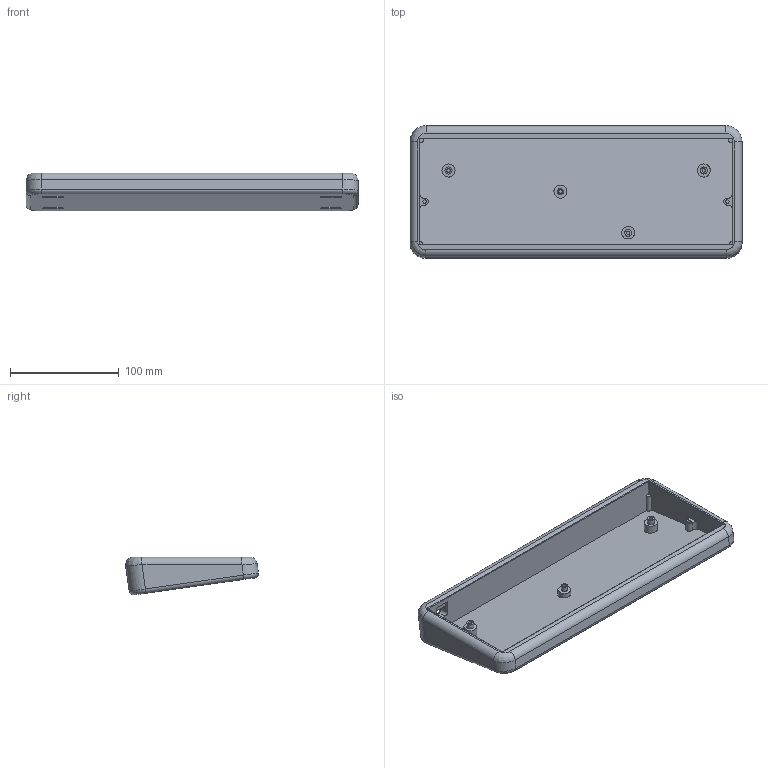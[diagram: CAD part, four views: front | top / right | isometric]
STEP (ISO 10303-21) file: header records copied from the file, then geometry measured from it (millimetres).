
FILE_DESCRIPTION(('HOOPS Exchange Step'),'2;1');
FILE_NAME('temp_export.step','2020-08-01T15:45:37+08:00',('mobile'),('Shapr3D Limited'),'HOOPS Exchange 2020.1','Shapr3D','Authorized');
FILE_SCHEMA( ('AP203_CONFIGURATION_CONTROLLED_3D_DESIGN_OF_MECHANICAL_PARTS_AND_ASSEMBLIES_MIM_LF') );
Length unit declared in the file: millimetre
Products named in the file (1): 实体  06
Bounding box: 305.4 x 122.22 x 34.79 mm (x, y, z)
Volume: 291942.9 mm3; surface area: 113048.9 mm2
Topology: 1 solids, 1 shells, 130 faces, 298 edges, 186 vertices
Faces by surface type: plane 57, cylinder 57, bspline 8, torus 8
Full cylindrical faces by diameter (mm): 3.2 x6, 5.6 x1, 6.5 x3, 12 x3
Entity records: 5365 total; most frequent: CARTESIAN_POINT 2300, DIRECTION 671, ORIENTED_EDGE 590, EDGE_CURVE 295, AXIS2_PLACEMENT_3D 253, VERTEX_POINT 186, VECTOR 165, LINE 165
